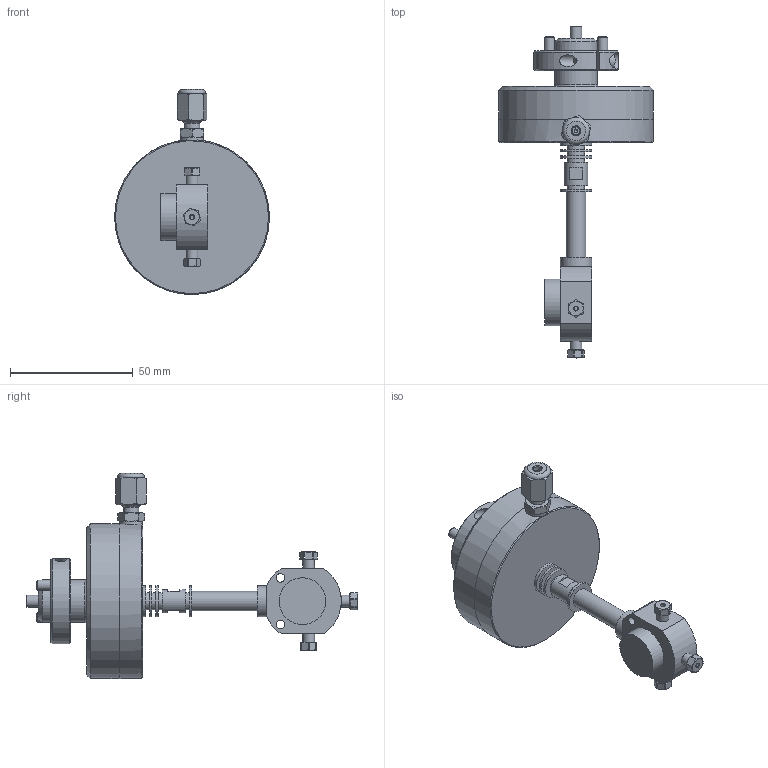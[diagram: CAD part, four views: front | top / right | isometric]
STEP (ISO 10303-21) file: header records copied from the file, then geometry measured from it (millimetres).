
FILE_DESCRIPTION((''),'2;1');
FILE_NAME('312325-ASFVLHT Prime Purge valve air actuated.stp','2013-08-26T15:29:58',('Franzp'),(''),'Autodesk Inventor 2013','Autodesk Inventor 2013','');
FILE_SCHEMA(('AUTOMOTIVE_DESIGN { 1 0 10303 214 1 1 1 1 }'));
Length unit declared in the file: millimetre
Products named in the file (6): 3223a25; 322325; 320422; 310500; 310525
Assembly tree (6 placements, depth 3):
  3223a25
    322325
    320422
      320422
      310500
    310525  x2
Bounding box: 63.12 x 135.36 x 83.63 mm (x, y, z)
Volume: 5359.9 mm3; surface area: 26014.2 mm2
Topology: 4 solids, 31 shells, 195 faces, 528 edges, 361 vertices
Faces by surface type: plane 111, cylinder 56, cone 26, torus 2
Full cylindrical faces by diameter (mm): 1.727 x3, 3.3 x1, 3.302 x3, 3.556 x2, 4.166 x3, 4.32 x2, 4.57 x1, 4.76 x1, 4.826 x4, 6.223 x1, 6.7 x3, 6.985 x4, 7 x3, 7.925 x1, 7.938 x1, 9.271 x1, 9.525 x1, 12.7 x5, 17.45 x1, 19.05 x1, 63.119 x2
Entity records: 5885 total; most frequent: CARTESIAN_POINT 1239, DIRECTION 918, ORIENTED_EDGE 691, EDGE_CURVE 414, AXIS2_PLACEMENT_3D 388, VERTEX_POINT 321, EDGE_LOOP 297, CIRCLE 194
